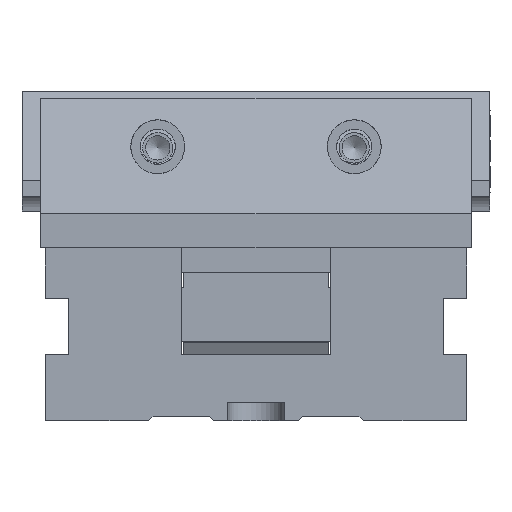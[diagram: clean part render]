
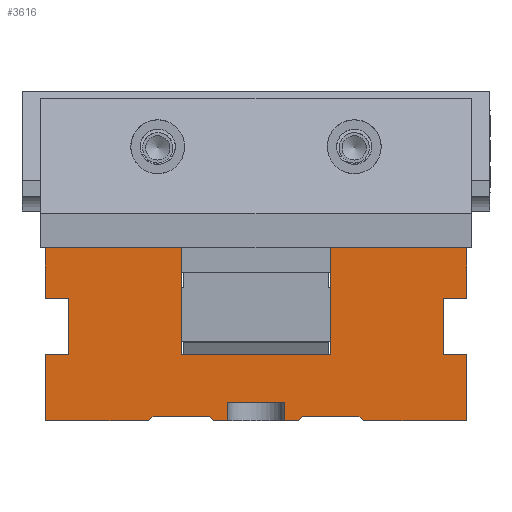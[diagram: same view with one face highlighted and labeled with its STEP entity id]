
A CAD part, left-side view. The second image highlights one B-rep face of the part: STEP entity #3616.
In plain terms, the highlighted planar face has unit normal (-1, 0, 0).
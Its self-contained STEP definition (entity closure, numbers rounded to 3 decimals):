
#3616=ADVANCED_FACE('',(#4248),#4007,.T.);
#4007=PLANE('',#9662);
#4248=FACE_OUTER_BOUND('',#4515,.T.);
#4515=EDGE_LOOP('',(#5127,#5128,#5129,#5130,#5131,#5132,#5133,#5134,#5135,
#5136,#5137,#5138,#5139,#5140,#5141,#5142,#5143,#5144,#5145,#5146,#5147,
#5148,#5149,#5150,#5151,#5152,#5153,#5154));
#5127=ORIENTED_EDGE('',*,*,#7573,.F.);
#5128=ORIENTED_EDGE('',*,*,#7514,.T.);
#5129=ORIENTED_EDGE('',*,*,#7574,.F.);
#5130=ORIENTED_EDGE('',*,*,#7575,.F.);
#5131=ORIENTED_EDGE('',*,*,#7576,.F.);
#5132=ORIENTED_EDGE('',*,*,#7510,.T.);
#5133=ORIENTED_EDGE('',*,*,#7577,.F.);
#5134=ORIENTED_EDGE('',*,*,#7578,.F.);
#5135=ORIENTED_EDGE('',*,*,#7536,.F.);
#5136=ORIENTED_EDGE('',*,*,#7530,.T.);
#5137=ORIENTED_EDGE('',*,*,#7572,.T.);
#5138=ORIENTED_EDGE('',*,*,#7579,.F.);
#5139=ORIENTED_EDGE('',*,*,#7580,.F.);
#5140=ORIENTED_EDGE('',*,*,#7581,.F.);
#5141=ORIENTED_EDGE('',*,*,#7543,.T.);
#5142=ORIENTED_EDGE('',*,*,#7491,.T.);
#5143=ORIENTED_EDGE('',*,*,#7582,.F.);
#5144=ORIENTED_EDGE('',*,*,#7583,.F.);
#5145=ORIENTED_EDGE('',*,*,#7584,.F.);
#5146=ORIENTED_EDGE('',*,*,#7495,.T.);
#5147=ORIENTED_EDGE('',*,*,#7527,.F.);
#5148=ORIENTED_EDGE('',*,*,#7585,.F.);
#5149=ORIENTED_EDGE('',*,*,#7586,.F.);
#5150=ORIENTED_EDGE('',*,*,#7587,.F.);
#5151=ORIENTED_EDGE('',*,*,#7588,.F.);
#5152=ORIENTED_EDGE('',*,*,#7501,.T.);
#5153=ORIENTED_EDGE('',*,*,#7505,.F.);
#5154=ORIENTED_EDGE('',*,*,#7589,.F.);
#6841=VERTEX_POINT('',#12154);
#6842=VERTEX_POINT('',#12156);
#6845=VERTEX_POINT('',#12163);
#6846=VERTEX_POINT('',#12165);
#6851=VERTEX_POINT('',#12176);
#6852=VERTEX_POINT('',#12178);
#6854=VERTEX_POINT('',#12184);
#6858=VERTEX_POINT('',#12194);
#6859=VERTEX_POINT('',#12196);
#6862=VERTEX_POINT('',#12202);
#6863=VERTEX_POINT('',#12204);
#6874=VERTEX_POINT('',#12228);
#6877=VERTEX_POINT('',#12235);
#6878=VERTEX_POINT('',#12237);
#6882=VERTEX_POINT('',#12248);
#6888=VERTEX_POINT('',#12263);
#6911=VERTEX_POINT('',#12319);
#6912=VERTEX_POINT('',#12323);
#6913=VERTEX_POINT('',#12325);
#6914=VERTEX_POINT('',#12327);
#6915=VERTEX_POINT('',#12330);
#6916=VERTEX_POINT('',#12333);
#6917=VERTEX_POINT('',#12335);
#6918=VERTEX_POINT('',#12338);
#6919=VERTEX_POINT('',#12340);
#6920=VERTEX_POINT('',#12343);
#6921=VERTEX_POINT('',#12345);
#6922=VERTEX_POINT('',#12347);
#7491=EDGE_CURVE('',#6842,#6841,#8395,.T.);
#7495=EDGE_CURVE('',#6846,#6845,#8399,.T.);
#7501=EDGE_CURVE('',#6852,#6851,#8404,.T.);
#7505=EDGE_CURVE('',#6854,#6851,#8407,.T.);
#7510=EDGE_CURVE('',#6859,#6858,#8411,.T.);
#7514=EDGE_CURVE('',#6863,#6862,#8414,.T.);
#7527=EDGE_CURVE('',#6874,#6845,#8424,.T.);
#7530=EDGE_CURVE('',#6878,#6877,#8427,.T.);
#7536=EDGE_CURVE('',#6878,#6882,#8430,.T.);
#7543=EDGE_CURVE('',#6888,#6842,#8437,.T.);
#7572=EDGE_CURVE('',#6877,#6911,#8463,.T.);
#7573=EDGE_CURVE('',#6863,#6912,#8464,.T.);
#7574=EDGE_CURVE('',#6913,#6862,#8465,.T.);
#7575=EDGE_CURVE('',#6914,#6913,#8466,.T.);
#7576=EDGE_CURVE('',#6859,#6914,#8467,.T.);
#7577=EDGE_CURVE('',#6915,#6858,#8468,.T.);
#7578=EDGE_CURVE('',#6882,#6915,#8469,.T.);
#7579=EDGE_CURVE('',#6916,#6911,#8470,.T.);
#7580=EDGE_CURVE('',#6917,#6916,#8471,.T.);
#7581=EDGE_CURVE('',#6888,#6917,#8472,.T.);
#7582=EDGE_CURVE('',#6918,#6841,#8473,.T.);
#7583=EDGE_CURVE('',#6919,#6918,#8474,.T.);
#7584=EDGE_CURVE('',#6846,#6919,#8475,.T.);
#7585=EDGE_CURVE('',#6920,#6874,#8476,.T.);
#7586=EDGE_CURVE('',#6921,#6920,#8477,.T.);
#7587=EDGE_CURVE('',#6922,#6921,#8478,.T.);
#7588=EDGE_CURVE('',#6852,#6922,#8479,.T.);
#7589=EDGE_CURVE('',#6912,#6854,#8480,.T.);
#8395=LINE('',#12155,#9015);
#8399=LINE('',#12164,#9019);
#8404=LINE('',#12177,#9024);
#8407=LINE('',#12185,#9027);
#8411=LINE('',#12195,#9031);
#8414=LINE('',#12203,#9034);
#8424=LINE('',#12229,#9044);
#8427=LINE('',#12236,#9047);
#8430=LINE('',#12247,#9050);
#8437=LINE('',#12262,#9057);
#8463=LINE('',#12320,#9083);
#8464=LINE('',#12322,#9084);
#8465=LINE('',#12324,#9085);
#8466=LINE('',#12326,#9086);
#8467=LINE('',#12328,#9087);
#8468=LINE('',#12329,#9088);
#8469=LINE('',#12331,#9089);
#8470=LINE('',#12332,#9090);
#8471=LINE('',#12334,#9091);
#8472=LINE('',#12336,#9092);
#8473=LINE('',#12337,#9093);
#8474=LINE('',#12339,#9094);
#8475=LINE('',#12341,#9095);
#8476=LINE('',#12342,#9096);
#8477=LINE('',#12344,#9097);
#8478=LINE('',#12346,#9098);
#8479=LINE('',#12348,#9099);
#8480=LINE('',#12349,#9100);
#9015=VECTOR('',#10269,1.);
#9019=VECTOR('',#10275,1.);
#9024=VECTOR('',#10284,1.);
#9027=VECTOR('',#10291,1.);
#9031=VECTOR('',#10299,1.);
#9034=VECTOR('',#10304,1.);
#9044=VECTOR('',#10322,1.);
#9047=VECTOR('',#10327,1.);
#9050=VECTOR('',#10338,1.);
#9057=VECTOR('',#10349,1.);
#9083=VECTOR('',#10391,1.);
#9084=VECTOR('',#10394,1.);
#9085=VECTOR('',#10395,1.);
#9086=VECTOR('',#10396,1.);
#9087=VECTOR('',#10397,1.);
#9088=VECTOR('',#10398,1.);
#9089=VECTOR('',#10399,1.);
#9090=VECTOR('',#10400,1.);
#9091=VECTOR('',#10401,1.);
#9092=VECTOR('',#10402,1.);
#9093=VECTOR('',#10403,1.);
#9094=VECTOR('',#10404,1.);
#9095=VECTOR('',#10405,1.);
#9096=VECTOR('',#10406,1.);
#9097=VECTOR('',#10407,1.);
#9098=VECTOR('',#10408,1.);
#9099=VECTOR('',#10409,1.);
#9100=VECTOR('',#10410,1.);
#9662=AXIS2_PLACEMENT_3D('',#12350,#10411,#10412);
#10269=DIRECTION('',(0.,1.,0.));
#10275=DIRECTION('',(0.,1.,0.));
#10284=DIRECTION('',(0.,-1.,0.));
#10291=DIRECTION('',(0.,0.707,-0.707));
#10299=DIRECTION('',(0.,-1.,0.));
#10304=DIRECTION('',(0.,-1.,0.));
#10322=DIRECTION('',(0.,0.,1.));
#10327=DIRECTION('',(0.,-1.,0.));
#10338=DIRECTION('',(0.,0.707,0.707));
#10349=DIRECTION('',(0.,0.,1.));
#10391=DIRECTION('',(0.,0.,1.));
#10394=DIRECTION('',(0.,0.707,0.707));
#10395=DIRECTION('',(0.,0.,-1.));
#10396=DIRECTION('',(0.,1.,0.));
#10397=DIRECTION('',(0.,0.,1.));
#10398=DIRECTION('',(0.,0.707,-0.707));
#10399=DIRECTION('',(0.,1.,0.));
#10400=DIRECTION('',(0.,-1.,0.));
#10401=DIRECTION('',(0.,0.,-1.));
#10402=DIRECTION('',(0.,1.,0.));
#10403=DIRECTION('',(0.,0.,1.));
#10404=DIRECTION('',(0.,-1.,0.));
#10405=DIRECTION('',(0.,0.,-1.));
#10406=DIRECTION('',(0.,1.,0.));
#10407=DIRECTION('',(0.,0.,1.));
#10408=DIRECTION('',(0.,-1.,0.));
#10409=DIRECTION('',(0.,0.,1.));
#10410=DIRECTION('',(0.,1.,0.));
#10411=DIRECTION('',(-1.,0.,0.));
#10412=DIRECTION('',(0.,0.,1.));
#12154=CARTESIAN_POINT('',(-238.,-16.,19.7));
#12155=CARTESIAN_POINT('',(-238.,0.,19.7));
#12156=CARTESIAN_POINT('',(-238.,-45.,19.7));
#12163=CARTESIAN_POINT('',(-238.,45.,19.7));
#12164=CARTESIAN_POINT('',(-238.,0.,19.7));
#12165=CARTESIAN_POINT('',(-238.,16.,19.7));
#12176=CARTESIAN_POINT('',(-238.,23.,-17.3));
#12177=CARTESIAN_POINT('',(-238.,0.,-17.3));
#12178=CARTESIAN_POINT('',(-238.,45.,-17.3));
#12184=CARTESIAN_POINT('',(-238.,22.,-16.3));
#12185=CARTESIAN_POINT('',(-238.,11.65,-5.95));
#12194=CARTESIAN_POINT('',(-238.,-9.,-17.3));
#12195=CARTESIAN_POINT('',(-238.,0.,-17.3));
#12196=CARTESIAN_POINT('',(-238.,-6.,-17.3));
#12202=CARTESIAN_POINT('',(-238.,6.,-17.3));
#12203=CARTESIAN_POINT('',(-238.,0.,-17.3));
#12204=CARTESIAN_POINT('',(-238.,9.,-17.3));
#12228=CARTESIAN_POINT('',(-238.,45.,8.9));
#12229=CARTESIAN_POINT('',(-238.,45.,-17.6));
#12235=CARTESIAN_POINT('',(-238.,-45.,-17.3));
#12236=CARTESIAN_POINT('',(-238.,0.,-17.3));
#12237=CARTESIAN_POINT('',(-238.,-23.,-17.3));
#12247=CARTESIAN_POINT('',(-238.,-11.65,-5.95));
#12248=CARTESIAN_POINT('',(-238.,-22.,-16.3));
#12262=CARTESIAN_POINT('',(-238.,-45.,-17.6));
#12263=CARTESIAN_POINT('',(-238.,-45.,8.9));
#12319=CARTESIAN_POINT('',(-238.,-45.,-3.1));
#12320=CARTESIAN_POINT('',(-238.,-45.,-17.6));
#12322=CARTESIAN_POINT('',(-238.,4.35,-21.95));
#12323=CARTESIAN_POINT('',(-238.,10.,-16.3));
#12324=CARTESIAN_POINT('',(-238.,6.,-17.6));
#12325=CARTESIAN_POINT('',(-238.,6.,-13.3));
#12326=CARTESIAN_POINT('',(-238.,0.,-13.3));
#12327=CARTESIAN_POINT('',(-238.,-6.,-13.3));
#12328=CARTESIAN_POINT('',(-238.,-6.,-17.6));
#12329=CARTESIAN_POINT('',(-238.,-4.35,-21.95));
#12330=CARTESIAN_POINT('',(-238.,-10.,-16.3));
#12331=CARTESIAN_POINT('',(-238.,0.,-16.3));
#12332=CARTESIAN_POINT('',(-238.,0.,-3.1));
#12333=CARTESIAN_POINT('',(-238.,-40.,-3.1));
#12334=CARTESIAN_POINT('',(-238.,-40.,-17.6));
#12335=CARTESIAN_POINT('',(-238.,-40.,8.9));
#12336=CARTESIAN_POINT('',(-238.,0.,8.9));
#12337=CARTESIAN_POINT('',(-238.,-16.,-17.6));
#12338=CARTESIAN_POINT('',(-238.,-16.,-3.));
#12339=CARTESIAN_POINT('',(-238.,0.,-3.));
#12340=CARTESIAN_POINT('',(-238.,16.,-3.));
#12341=CARTESIAN_POINT('',(-238.,16.,-17.6));
#12342=CARTESIAN_POINT('',(-238.,0.,8.9));
#12343=CARTESIAN_POINT('',(-238.,40.,8.9));
#12344=CARTESIAN_POINT('',(-238.,40.,-17.6));
#12345=CARTESIAN_POINT('',(-238.,40.,-3.1));
#12346=CARTESIAN_POINT('',(-238.,0.,-3.1));
#12347=CARTESIAN_POINT('',(-238.,45.,-3.1));
#12348=CARTESIAN_POINT('',(-238.,45.,-17.6));
#12349=CARTESIAN_POINT('',(-238.,0.,-16.3));
#12350=CARTESIAN_POINT('',(-238.,0.,-17.6));
